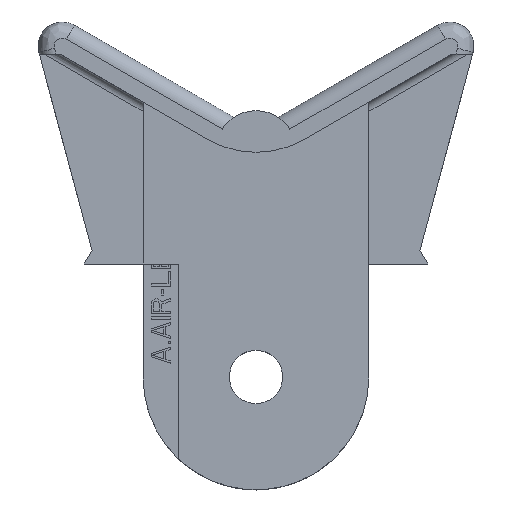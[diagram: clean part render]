
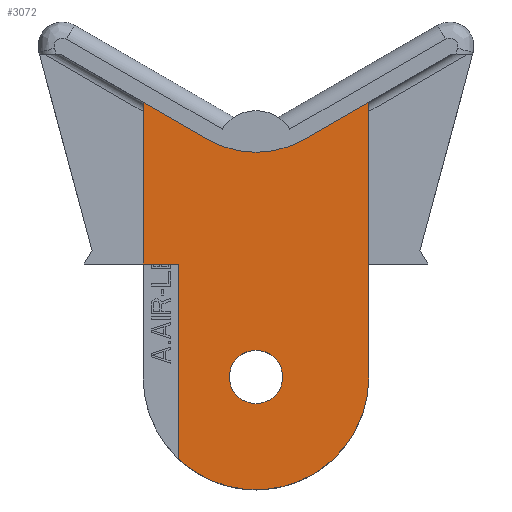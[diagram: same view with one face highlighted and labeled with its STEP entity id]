
A CAD part, top view. The second image highlights one B-rep face of the part: STEP entity #3072.
In plain terms, the highlighted planar face has unit normal (0, 0, 1).
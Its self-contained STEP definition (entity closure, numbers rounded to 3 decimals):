
#403=DIRECTION('',(-0.866,0.5,0.));
#404=VECTOR('',#403,4.619);
#405=CARTESIAN_POINT('',(-3.,7.726,7.));
#406=LINE('',#405,#404);
#411=CARTESIAN_POINT('',(0.,12.923,7.));
#412=DIRECTION('',(0.,0.,1.));
#413=DIRECTION('',(-0.5,-0.866,0.));
#414=AXIS2_PLACEMENT_3D('',#411,#412,#413);
#416=CARTESIAN_POINT('',(0.,-7.,7.));
#417=DIRECTION('',(0.,0.,-1.));
#418=DIRECTION('',(1.,0.,0.));
#419=AXIS2_PLACEMENT_3D('',#416,#417,#418);
#421=CARTESIAN_POINT('',(0.,-7.,7.));
#422=DIRECTION('',(0.,0.,-1.));
#423=DIRECTION('',(-1.,0.,0.));
#424=AXIS2_PLACEMENT_3D('',#421,#422,#423);
#426=DIRECTION('',(0.,1.,0.));
#427=VECTOR('',#426,12.095);
#428=CARTESIAN_POINT('',(-4.8,-12.095,7.));
#429=LINE('',#428,#427);
#430=DIRECTION('',(1.,0.,0.));
#431=VECTOR('',#430,2.2);
#432=CARTESIAN_POINT('',(-7.,0.,7.));
#433=LINE('',#432,#431);
#434=DIRECTION('',(0.,-1.,0.));
#435=VECTOR('',#434,10.036);
#436=CARTESIAN_POINT('',(-7.,10.036,7.));
#437=LINE('',#436,#435);
#438=DIRECTION('',(0.,1.,0.));
#439=VECTOR('',#438,17.036);
#440=CARTESIAN_POINT('',(7.,-7.,7.));
#441=LINE('',#440,#439);
#442=CARTESIAN_POINT('',(0.,-7.,7.));
#443=DIRECTION('',(0.,0.,1.));
#444=DIRECTION('',(-0.686,-0.728,0.));
#445=AXIS2_PLACEMENT_3D('',#442,#443,#444);
#1700=DIRECTION('',(0.866,0.5,0.));
#1701=VECTOR('',#1700,4.619);
#1702=CARTESIAN_POINT('',(3.,7.726,7.));
#1703=LINE('',#1702,#1701);
#1967=CARTESIAN_POINT('',(1.65,-7.,7.));
#1968=CARTESIAN_POINT('',(-1.65,-7.,7.));
#1969=VERTEX_POINT('',#1967);
#1970=VERTEX_POINT('',#1968);
#1971=CARTESIAN_POINT('',(7.,-7.,7.));
#1972=VERTEX_POINT('',#1971);
#1985=CARTESIAN_POINT('',(7.,10.036,7.));
#1986=VERTEX_POINT('',#1985);
#1987=CARTESIAN_POINT('',(3.,7.726,7.));
#1988=VERTEX_POINT('',#1987);
#1989=CARTESIAN_POINT('',(-3.,7.726,7.));
#1990=CARTESIAN_POINT('',(-7.,10.036,7.));
#1991=VERTEX_POINT('',#1989);
#1992=VERTEX_POINT('',#1990);
#2001=CARTESIAN_POINT('',(-4.8,-12.095,7.));
#2002=CARTESIAN_POINT('',(-4.8,0.,7.));
#2003=VERTEX_POINT('',#2001);
#2004=VERTEX_POINT('',#2002);
#2005=CARTESIAN_POINT('',(-7.,0.,7.));
#2006=VERTEX_POINT('',#2005);
#3046=CARTESIAN_POINT('',(0.,0.,7.));
#3047=DIRECTION('',(0.,0.,-1.));
#3048=DIRECTION('',(-1.,0.,0.));
#3049=AXIS2_PLACEMENT_3D('',#3046,#3047,#3048);
#3050=PLANE('',#3049);
#3052=ORIENTED_EDGE('',*,*,#3051,.T.);
#3054=ORIENTED_EDGE('',*,*,#3053,.F.);
#3055=ORIENTED_EDGE('',*,*,#2999,.F.);
#3056=ORIENTED_EDGE('',*,*,#3026,.F.);
#3057=ORIENTED_EDGE('',*,*,#3037,.T.);
#3059=ORIENTED_EDGE('',*,*,#3058,.T.);
#3061=ORIENTED_EDGE('',*,*,#3060,.F.);
#3063=ORIENTED_EDGE('',*,*,#3062,.F.);
#3064=EDGE_LOOP('',(#3052,#3054,#3055,#3056,#3057,#3059,#3061,#3063));
#3065=FACE_OUTER_BOUND('',#3064,.F.);
#3067=ORIENTED_EDGE('',*,*,#3066,.F.);
#3069=ORIENTED_EDGE('',*,*,#3068,.F.);
#3070=EDGE_LOOP('',(#3067,#3069));
#3071=FACE_BOUND('',#3070,.F.);
#3072=ADVANCED_FACE('',(#3065,#3071),#3050,.F.);
#415=CIRCLE('',#414,6.);
#420=CIRCLE('',#419,1.65);
#425=CIRCLE('',#424,1.65);
#446=CIRCLE('',#445,7.);
#2999=EDGE_CURVE('',#1992,#2006,#437,.T.);
#3026=EDGE_CURVE('',#1991,#1992,#406,.T.);
#3037=EDGE_CURVE('',#1991,#1988,#415,.T.);
#3051=EDGE_CURVE('',#2003,#2004,#429,.T.);
#3053=EDGE_CURVE('',#2006,#2004,#433,.T.);
#3058=EDGE_CURVE('',#1988,#1986,#1703,.T.);
#3060=EDGE_CURVE('',#1972,#1986,#441,.T.);
#3062=EDGE_CURVE('',#2003,#1972,#446,.T.);
#3066=EDGE_CURVE('',#1969,#1970,#420,.T.);
#3068=EDGE_CURVE('',#1970,#1969,#425,.T.);
